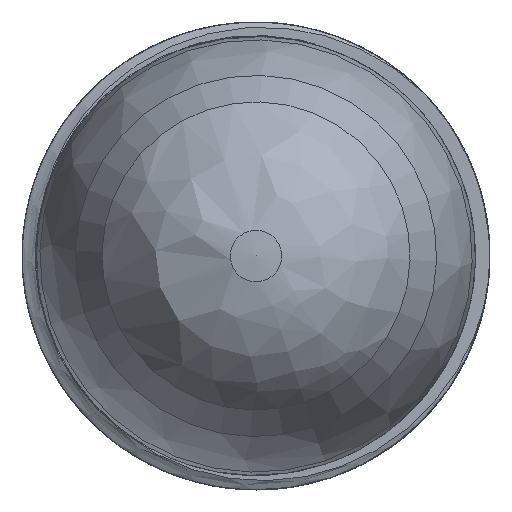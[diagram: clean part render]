
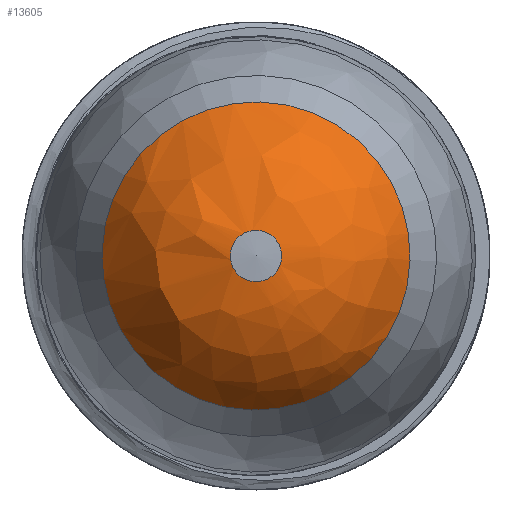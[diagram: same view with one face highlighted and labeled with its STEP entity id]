
A CAD part, front view. The second image highlights one B-rep face of the part: STEP entity #13605.
In plain terms, the highlighted free-form (B-spline) face has degree [2, 2] with [3, 9] control points.
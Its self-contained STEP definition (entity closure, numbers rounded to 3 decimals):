
#19=(
BOUNDED_SURFACE()
B_SPLINE_SURFACE(2,2,((#30762,#30763,#30764,#30765,#30766,#30767,#30768,
#30769,#30770),(#30771,#30772,#30773,#30774,#30775,#30776,#30777,#30778,
#30779),(#30780,#30781,#30782,#30783,#30784,#30785,#30786,#30787,#30788)),
 .UNSPECIFIED.,.F.,.T.,.F.)
B_SPLINE_SURFACE_WITH_KNOTS((3,3),(3,2,2,2,3),(-1.506,-0.487),
(-3.142,-1.571,0.,1.571,3.142),
 .UNSPECIFIED.)
GEOMETRIC_REPRESENTATION_ITEM()
RATIONAL_B_SPLINE_SURFACE(((1.,0.707,1.,0.707,1.,
0.707,1.,0.707,1.),(0.873,0.617,
0.873,0.617,0.873,0.617,0.873,
0.617,0.873),(1.,0.707,1.,0.707,
1.,0.707,1.,0.707,1.)))
REPRESENTATION_ITEM('')
SURFACE()
);
#426=CIRCLE('',#14486,9.827);
#427=CIRCLE('',#14487,1.64);
#428=CIRCLE('',#14488,10.);
#1354=FACE_OUTER_BOUND('',#2069,.T.);
#2069=EDGE_LOOP('',(#10570,#10571,#10572,#10573));
#5958=VERTEX_POINT('',#30759);
#5959=VERTEX_POINT('',#30789);
#7606=EDGE_CURVE('',#5958,#5958,#426,.T.);
#7607=EDGE_CURVE('',#5959,#5959,#427,.T.);
#7608=EDGE_CURVE('',#5959,#5958,#428,.T.);
#10570=ORIENTED_EDGE('',*,*,#7607,.T.);
#10571=ORIENTED_EDGE('',*,*,#7608,.T.);
#10572=ORIENTED_EDGE('',*,*,#7606,.F.);
#10573=ORIENTED_EDGE('',*,*,#7608,.F.);
#13605=ADVANCED_FACE('',(#1354),#19,.F.);
#14486=AXIS2_PLACEMENT_3D('',#30761,#16303,#16304);
#14487=AXIS2_PLACEMENT_3D('',#30790,#16305,#16306);
#14488=AXIS2_PLACEMENT_3D('',#30791,#16307,#16308);
#16303=DIRECTION('center_axis',(0.,1.,0.));
#16304=DIRECTION('ref_axis',(1.,0.,0.));
#16305=DIRECTION('center_axis',(0.,1.,0.));
#16306=DIRECTION('ref_axis',(1.,0.,0.));
#16307=DIRECTION('center_axis',(1.,0.,0.));
#16308=DIRECTION('ref_axis',(0.,0.,
-1.));
#30759=CARTESIAN_POINT('',(0.,-14.019,-9.827));
#30761=CARTESIAN_POINT('Origin',(0.,-14.019,0.));
#30762=CARTESIAN_POINT('Ctrl Pts',(0.,-19.322,
-1.64));
#30763=CARTESIAN_POINT('Ctrl Pts',(-1.64,-19.322,
-1.64));
#30764=CARTESIAN_POINT('Ctrl Pts',(-1.64,-19.322,
0.));
#30765=CARTESIAN_POINT('Ctrl Pts',(-1.64,-19.322,
1.64));
#30766=CARTESIAN_POINT('Ctrl Pts',(0.,-19.322,
1.64));
#30767=CARTESIAN_POINT('Ctrl Pts',(1.64,-19.322,1.64));
#30768=CARTESIAN_POINT('Ctrl Pts',(1.64,-19.322,0.));
#30769=CARTESIAN_POINT('Ctrl Pts',(1.64,-19.322,-1.64));
#30770=CARTESIAN_POINT('Ctrl Pts',(0.,-19.322,
-1.64));
#30771=CARTESIAN_POINT('Ctrl Pts',(0.,-18.957,
-7.215));
#30772=CARTESIAN_POINT('Ctrl Pts',(-7.215,-18.957,
-7.215));
#30773=CARTESIAN_POINT('Ctrl Pts',(-7.215,-18.957,
0.));
#30774=CARTESIAN_POINT('Ctrl Pts',(-7.215,-18.957,
7.215));
#30775=CARTESIAN_POINT('Ctrl Pts',(0.,-18.957,
7.215));
#30776=CARTESIAN_POINT('Ctrl Pts',(7.215,-18.957,7.215));
#30777=CARTESIAN_POINT('Ctrl Pts',(7.215,-18.957,0.));
#30778=CARTESIAN_POINT('Ctrl Pts',(7.215,-18.957,-7.215));
#30779=CARTESIAN_POINT('Ctrl Pts',(0.,-18.957,
-7.215));
#30780=CARTESIAN_POINT('Ctrl Pts',(0.,-14.019,
-9.827));
#30781=CARTESIAN_POINT('Ctrl Pts',(-9.827,-14.019,
-9.827));
#30782=CARTESIAN_POINT('Ctrl Pts',(-9.827,-14.019,
0.));
#30783=CARTESIAN_POINT('Ctrl Pts',(-9.827,-14.019,
9.827));
#30784=CARTESIAN_POINT('Ctrl Pts',(0.,-14.019,
9.827));
#30785=CARTESIAN_POINT('Ctrl Pts',(9.827,-14.019,9.827));
#30786=CARTESIAN_POINT('Ctrl Pts',(9.827,-14.019,0.));
#30787=CARTESIAN_POINT('Ctrl Pts',(9.827,-14.019,-9.827));
#30788=CARTESIAN_POINT('Ctrl Pts',(0.,-14.019,
-9.827));
#30789=CARTESIAN_POINT('',(0.,-19.322,-1.64));
#30790=CARTESIAN_POINT('Origin',(0.,-19.322,0.));
#30791=CARTESIAN_POINT('Origin',(0.,-9.343,
-0.988));
